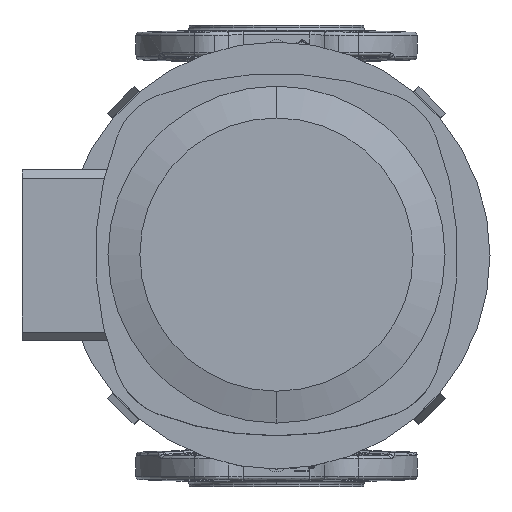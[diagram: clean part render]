
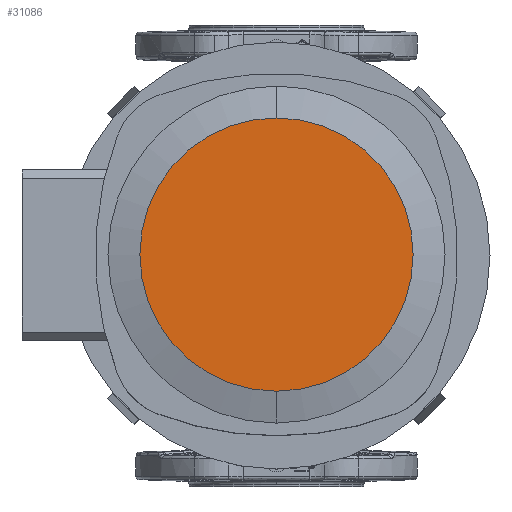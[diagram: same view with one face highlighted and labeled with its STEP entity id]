
A CAD part, top view. The second image highlights one B-rep face of the part: STEP entity #31086.
In plain terms, the highlighted planar face has unit normal (0, 0, 1).
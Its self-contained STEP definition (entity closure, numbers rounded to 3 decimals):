
#1015 = CARTESIAN_POINT ( 'NONE',  ( 0., 0., 457.5 ) ) ;
#1016 = DIRECTION ( 'NONE',  ( 0., 0., 1. ) ) ;
#1017 = DIRECTION ( 'NONE',  ( 0., 1., 0. ) ) ;
#3219 = EDGE_LOOP ( 'NONE', ( #62683, #62684 ) ) ;
#13114 = CARTESIAN_POINT ( 'NONE',  ( 0., 0., 457.5 ) ) ;
#13115 = DIRECTION ( 'NONE',  ( 0., 0., 1. ) ) ;
#13116 = DIRECTION ( 'NONE',  ( 0., 1., 0. ) ) ;
#31086 = ADVANCED_FACE ( 'NONE', ( #58778 ), #58780, .F. ) ;
#40112 = EDGE_CURVE ( 'NONE', #59773, #59770, #43025, .T. ) ;
#43025 = CIRCLE ( 'NONE', #43027, 80. ) ;
#43027 = AXIS2_PLACEMENT_3D ( 'NONE', #13114, #13115, #13116 ) ;
#43815 = AXIS2_PLACEMENT_3D ( 'NONE', #58771, #58786, #58788 ) ;
#44772 = AXIS2_PLACEMENT_3D ( 'NONE', #1015, #1016, #1017 ) ;
#44804 = CIRCLE ( 'NONE', #44772, 80. ) ;
#58771 = CARTESIAN_POINT ( 'NONE',  ( -80., 0., 457.5 ) ) ;
#58778 = FACE_OUTER_BOUND ( 'NONE', #3219, .T. ) ;
#58780 = PLANE ( 'NONE',  #43815 ) ;
#58786 = DIRECTION ( 'NONE',  ( 0., 0., -1. ) ) ;
#58788 = DIRECTION ( 'NONE',  ( 0., -1., 0. ) ) ;
#59770 = VERTEX_POINT ( 'NONE', #65522 ) ;
#59773 = VERTEX_POINT ( 'NONE', #65525 ) ;
#62683 = ORIENTED_EDGE ( 'NONE', *, *, #40112, .T. ) ;
#62684 = ORIENTED_EDGE ( 'NONE', *, *, #73814, .T. ) ;
#65522 = CARTESIAN_POINT ( 'NONE',  ( 0., 80., 457.5 ) ) ;
#65525 = CARTESIAN_POINT ( 'NONE',  ( 0., -80., 457.5 ) ) ;
#73814 = EDGE_CURVE ( 'NONE', #59770, #59773, #44804, .T. ) ;
